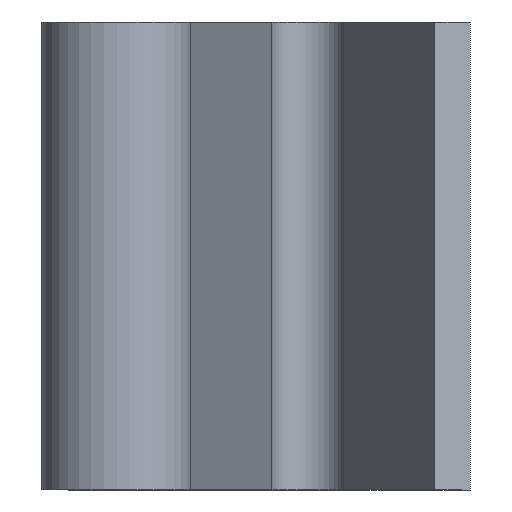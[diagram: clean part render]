
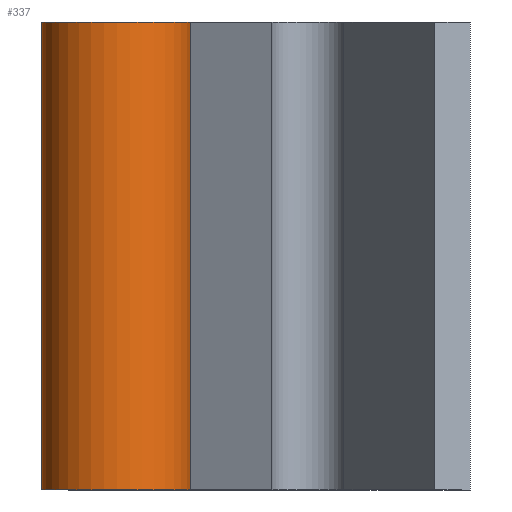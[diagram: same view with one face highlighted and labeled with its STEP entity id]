
A CAD part, left-side view. The second image highlights one B-rep face of the part: STEP entity #337.
In plain terms, the highlighted cylindrical face has radius 0.8 mm (diameter 1.6 mm), a partial arc.
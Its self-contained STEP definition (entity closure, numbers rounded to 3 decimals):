
#37=FACE_OUTER_BOUND('',#55,.T.);
#55=EDGE_LOOP('',(#281,#282,#283,#284));
#72=LINE('',#542,#104);
#87=LINE('',#579,#119);
#104=VECTOR('',#434,10.);
#119=VECTOR('',#471,10.);
#127=CIRCLE('',#367,0.8);
#138=CIRCLE('',#389,0.8);
#145=VERTEX_POINT('',#510);
#146=VERTEX_POINT('',#512);
#159=VERTEX_POINT('',#540);
#170=VERTEX_POINT('',#578);
#178=EDGE_CURVE('',#145,#146,#127,.T.);
#193=EDGE_CURVE('',#159,#145,#72,.T.);
#211=EDGE_CURVE('',#170,#146,#87,.T.);
#214=EDGE_CURVE('',#159,#170,#138,.T.);
#281=ORIENTED_EDGE('',*,*,#211,.T.);
#282=ORIENTED_EDGE('',*,*,#178,.F.);
#283=ORIENTED_EDGE('',*,*,#193,.F.);
#284=ORIENTED_EDGE('',*,*,#214,.T.);
#322=CYLINDRICAL_SURFACE('',#388,0.8);
#337=ADVANCED_FACE('',(#37),#322,.T.);
#367=AXIS2_PLACEMENT_3D('',#513,#410,#411);
#388=AXIS2_PLACEMENT_3D('',#583,#477,#478);
#389=AXIS2_PLACEMENT_3D('',#584,#479,#480);
#410=DIRECTION('center_axis',(0.,0.,1.));
#411=DIRECTION('ref_axis',(0.,1.,0.));
#434=DIRECTION('',(0.,0.,1.));
#471=DIRECTION('',(0.,0.,1.));
#477=DIRECTION('center_axis',(0.,0.,1.));
#478=DIRECTION('ref_axis',(0.,1.,0.));
#479=DIRECTION('center_axis',(0.,0.,1.));
#480=DIRECTION('ref_axis',(0.,1.,0.));
#510=CARTESIAN_POINT('',(0.8,4.2,5.));
#512=CARTESIAN_POINT('',(0.661,2.612,5.));
#513=CARTESIAN_POINT('Origin',(0.8,3.4,5.));
#540=CARTESIAN_POINT('',(0.8,4.2,0.));
#542=CARTESIAN_POINT('',(0.8,4.2,5.));
#578=CARTESIAN_POINT('',(0.661,2.612,0.));
#579=CARTESIAN_POINT('',(0.661,2.612,5.));
#583=CARTESIAN_POINT('Origin',(0.8,3.4,2.5));
#584=CARTESIAN_POINT('Origin',(0.8,3.4,0.));
